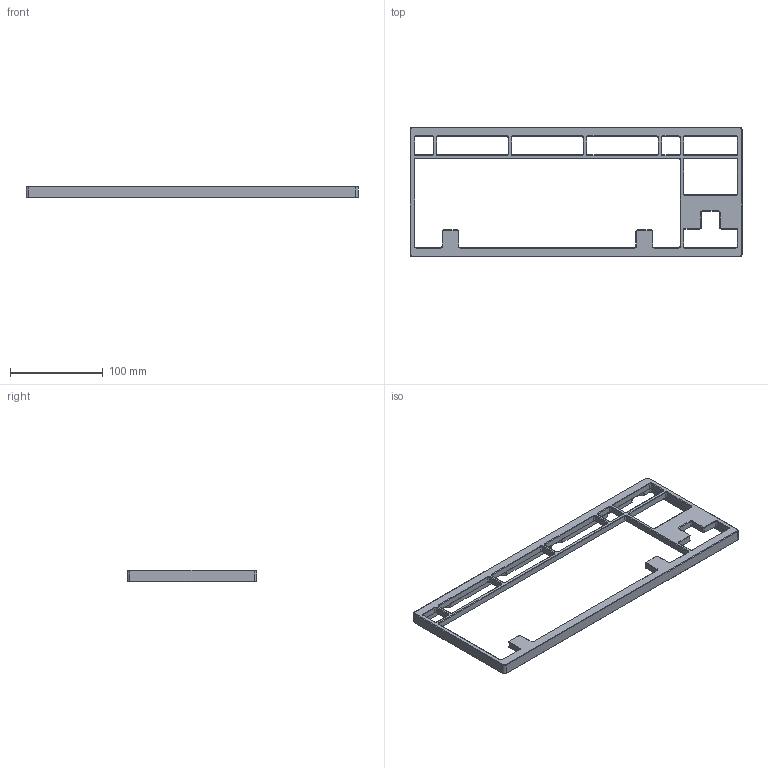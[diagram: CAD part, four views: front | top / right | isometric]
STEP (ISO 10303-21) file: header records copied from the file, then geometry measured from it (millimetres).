
FILE_DESCRIPTION(/* description */ (''),/* implementation_level */ '2;1');
FILE_NAME(/* name */ 'BABYRAGE F13.step',/* time_stamp */ '2021-11-21T13:29:00-05:00',/* author */ (''),/* organization */ (''),/* preprocessor_version */ 'ST-DEVELOPER v18.1',/* originating_system */ 'Autodesk Translation Framework v10.10.0.1391',/* authorisation */ '');
FILE_SCHEMA (('AUTOMOTIVE_DESIGN { 1 0 10303 214 3 1 1 }'));
Length unit declared in the file: millimetre
Products named in the file (3): BABY RAGE TOP PIECE; TOP_V2_V12_ASM; TOP_WKL_STP_V1
Assembly tree (2 placements, depth 3):
  BABY RAGE TOP PIECE
    TOP_V2_V12_ASM
      TOP_WKL_STP_V1
Bounding box: 358.66 x 140.06 x 12 mm (x, y, z)
Volume: 127210.9 mm3; surface area: 56492.4 mm2
Topology: 1 solids, 1 shells, 368 faces, 943 edges, 588 vertices
Faces by surface type: plane 176, cylinder 130, cone 62
Full cylindrical faces by diameter (mm): 1.769 x6, 2.075 x7, 2.529 x2
Entity records: 11193 total; most frequent: DIRECTION 1997, CARTESIAN_POINT 1938, ORIENTED_EDGE 1878, EDGE_CURVE 939, AXIS2_PLACEMENT_3D 689, LINE 619, VECTOR 619, VERTEX_POINT 588
